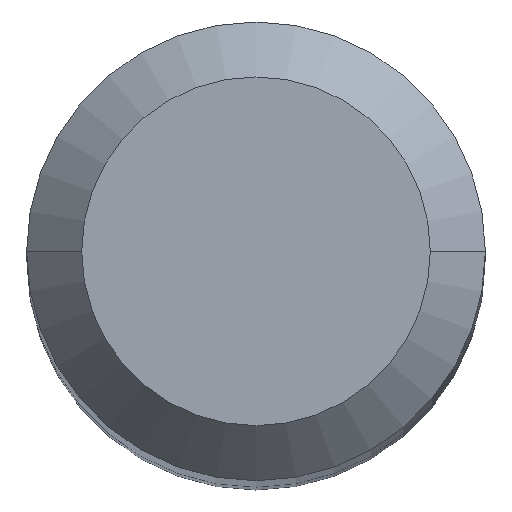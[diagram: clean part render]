
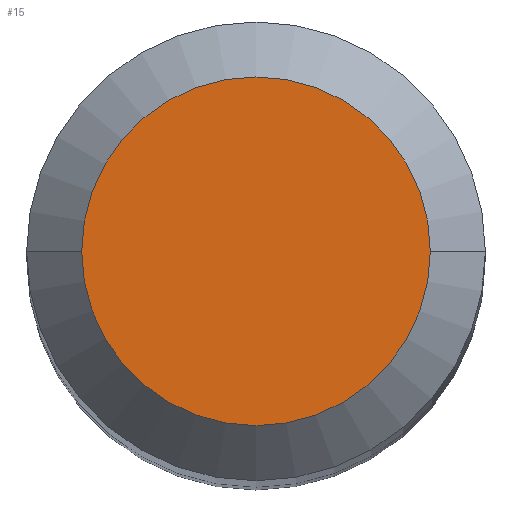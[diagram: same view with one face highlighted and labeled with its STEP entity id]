
A CAD part, top view. The second image highlights one B-rep face of the part: STEP entity #15.
In plain terms, the highlighted planar face has unit normal (0, 0, 1).
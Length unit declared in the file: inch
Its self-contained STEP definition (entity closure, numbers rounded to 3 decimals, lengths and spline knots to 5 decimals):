
#15 = ADVANCED_FACE ( 'NONE', ( #275 ), #112, .T. ) ;
#28 = CARTESIAN_POINT ( 'NONE',  ( 0., 0., 1.5 ) ) ;
#52 = DIRECTION ( 'NONE',  ( 0., 0., 1. ) ) ;
#86 = DIRECTION ( 'NONE',  ( 1., 0., 0. ) ) ;
#91 = CARTESIAN_POINT ( 'NONE',  ( 0.0475, 0., 1.5 ) ) ;
#108 = ORIENTED_EDGE ( 'NONE', *, *, #135, .T. ) ;
#112 = PLANE ( 'NONE',  #247 ) ;
#128 = CIRCLE ( 'NONE', #345, 0.0475 ) ;
#135 = EDGE_CURVE ( 'NONE', #256, #332, #128, .T. ) ;
#139 = DIRECTION ( 'NONE',  ( 0., 0., 1. ) ) ;
#140 = DIRECTION ( 'NONE',  ( 0., 0., 1. ) ) ;
#202 = EDGE_CURVE ( 'NONE', #332, #256, #286, .T. ) ;
#216 = DIRECTION ( 'NONE',  ( 1., 0., 0. ) ) ;
#234 = AXIS2_PLACEMENT_3D ( 'NONE', #28, #139, #216 ) ;
#244 = DIRECTION ( 'NONE',  ( 1., 0., 0. ) ) ;
#247 = AXIS2_PLACEMENT_3D ( 'NONE', #327, #140, #244 ) ;
#256 = VERTEX_POINT ( 'NONE', #339 ) ;
#275 = FACE_OUTER_BOUND ( 'NONE', #325, .T. ) ;
#286 = CIRCLE ( 'NONE', #234, 0.0475 ) ;
#305 = ORIENTED_EDGE ( 'NONE', *, *, #202, .T. ) ;
#325 = EDGE_LOOP ( 'NONE', ( #108, #305 ) ) ;
#327 = CARTESIAN_POINT ( 'NONE',  ( 0., 0., 1.5 ) ) ;
#330 = CARTESIAN_POINT ( 'NONE',  ( 0., 0., 1.5 ) ) ;
#332 = VERTEX_POINT ( 'NONE', #91 ) ;
#339 = CARTESIAN_POINT ( 'NONE',  ( -0.0475, 0., 1.5 ) ) ;
#345 = AXIS2_PLACEMENT_3D ( 'NONE', #330, #52, #86 ) ;
